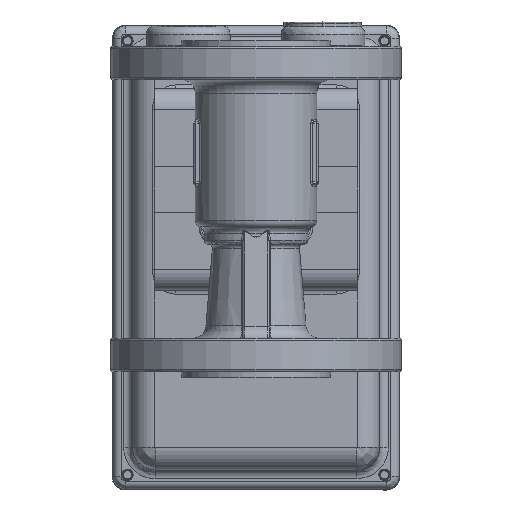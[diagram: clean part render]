
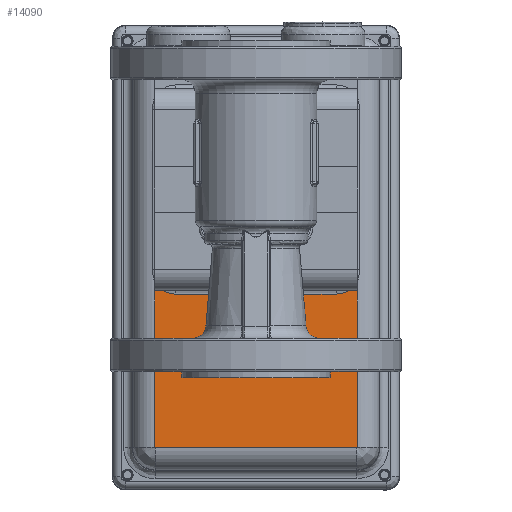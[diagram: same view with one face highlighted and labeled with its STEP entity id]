
A CAD part, front view. The second image highlights one B-rep face of the part: STEP entity #14090.
In plain terms, the highlighted planar face has unit normal (0, -1, 0).
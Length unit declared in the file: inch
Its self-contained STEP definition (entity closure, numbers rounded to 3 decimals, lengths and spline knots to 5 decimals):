
#691 = CARTESIAN_POINT ( 'NONE',  ( 1.50042, 4.92, -1.37145 ) ) ;
#1084 = DIRECTION ( 'NONE',  ( 0.015, 0., -1. ) ) ;
#1574 = CARTESIAN_POINT ( 'NONE',  ( 1.50042, 4.92, -3.82477 ) ) ;
#2117 = VERTEX_POINT ( 'NONE', #13939 ) ;
#2593 = VECTOR ( 'NONE', #29174, 39.37008 ) ;
#3021 = CARTESIAN_POINT ( 'NONE',  ( -1.49977, 4.92, -3.82612 ) ) ;
#3091 = EDGE_CURVE ( 'NONE', #19602, #37862, #7650, .T. ) ;
#3694 = CARTESIAN_POINT ( 'NONE',  ( 1.49715, 4.92, 1.80215 ) ) ;
#3822 = LINE ( 'NONE', #26839, #29610 ) ;
#3924 = PLANE ( 'NONE',  #29503 ) ;
#3995 = DIRECTION ( 'NONE',  ( 1., 0., 0. ) ) ;
#6937 = VERTEX_POINT ( 'NONE', #28652 ) ;
#7096 = CARTESIAN_POINT ( 'NONE',  ( -1.18735, 4.92, -1.55114 ) ) ;
#7650 = LINE ( 'NONE', #7096, #15536 ) ;
#9065 = ORIENTED_EDGE ( 'NONE', *, *, #30871, .F. ) ;
#9959 = CARTESIAN_POINT ( 'NONE',  ( -1.49785, 4.92, -3.82612 ) ) ;
#10628 = VERTEX_POINT ( 'NONE', #32797 ) ;
#11160 = EDGE_LOOP ( 'NONE', ( #43068, #39471, #41414, #42013, #26947, #9065, #43175, #26405 ) ) ;
#13318 =( BOUNDED_CURVE ( )  B_SPLINE_CURVE ( 3, ( #33865, #27052, #37234, #17061 ),
 .UNSPECIFIED., .F., .T. ) 
 B_SPLINE_CURVE_WITH_KNOTS ( ( 4, 4 ),
 ( 0., 1. ),
 .UNSPECIFIED. ) 
 CURVE ( )  GEOMETRIC_REPRESENTATION_ITEM ( )  RATIONAL_B_SPLINE_CURVE ( ( 1., 0.912, 0.912, 1. ) ) 
 REPRESENTATION_ITEM ( '' )  );
#13763 = VERTEX_POINT ( 'NONE', #14978 ) ;
#13939 = CARTESIAN_POINT ( 'NONE',  ( -1.50112, 4.92, -3.82285 ) ) ;
#14028 = CARTESIAN_POINT ( 'NONE',  ( 1.31883, 4.92, -1.55114 ) ) ;
#14090 = ADVANCED_FACE ( 'NONE', ( #43202 ), #3924, .F. ) ;
#14978 = CARTESIAN_POINT ( 'NONE',  ( 1.50042, 4.92, -1.37145 ) ) ;
#15426 = CARTESIAN_POINT ( 'NONE',  ( -1.50112, 4.92, 1.80215 ) ) ;
#15536 = VECTOR ( 'NONE', #3995, 39.37008 ) ;
#15647 = EDGE_CURVE ( 'NONE', #10628, #20702, #29416, .T. ) ;
#16725 = CARTESIAN_POINT ( 'NONE',  ( -1.50112, 4.92, -3.82477 ) ) ;
#17061 = CARTESIAN_POINT ( 'NONE',  ( -1.18735, 4.92, -1.55114 ) ) ;
#17452 = CARTESIAN_POINT ( 'NONE',  ( 1.18665, 4.92, -1.55114 ) ) ;
#18442 = CARTESIAN_POINT ( 'NONE',  ( 1.49715, 4.92, -3.82612 ) ) ;
#19194 = CARTESIAN_POINT ( 'NONE',  ( -1.18735, 4.92, -1.55114 ) ) ;
#19602 = VERTEX_POINT ( 'NONE', #19194 ) ;
#20551 = EDGE_CURVE ( 'NONE', #38288, #10628, #22788, .T. ) ;
#20702 = VERTEX_POINT ( 'NONE', #36089 ) ;
#20814 = CARTESIAN_POINT ( 'NONE',  ( 1.43353, 4.92, -1.48546 ) ) ;
#22788 =( BOUNDED_CURVE ( )  B_SPLINE_CURVE ( 3, ( #25253, #1574, #24841, #18442 ),
 .UNSPECIFIED., .F., .T. ) 
 B_SPLINE_CURVE_WITH_KNOTS ( ( 4, 4 ),
 ( 0., 1. ),
 .UNSPECIFIED. ) 
 CURVE ( )  GEOMETRIC_REPRESENTATION_ITEM ( )  RATIONAL_B_SPLINE_CURVE ( ( 1., 0.805, 0.805, 1. ) ) 
 REPRESENTATION_ITEM ( '' )  );
#23289 = EDGE_CURVE ( 'NONE', #20702, #2117, #43274, .T. ) ;
#24841 = CARTESIAN_POINT ( 'NONE',  ( 1.49906, 4.92, -3.82612 ) ) ;
#25253 = CARTESIAN_POINT ( 'NONE',  ( 1.50042, 4.92, -3.82285 ) ) ;
#26405 = ORIENTED_EDGE ( 'NONE', *, *, #3091, .F. ) ;
#26839 = CARTESIAN_POINT ( 'NONE',  ( 1.50042, 4.92, -0.00035 ) ) ;
#26947 = ORIENTED_EDGE ( 'NONE', *, *, #20551, .F. ) ;
#27052 = CARTESIAN_POINT ( 'NONE',  ( -1.43423, 4.92, -1.48546 ) ) ;
#27988 = DIRECTION ( 'NONE',  ( 0., 1., 0. ) ) ;
#28652 = CARTESIAN_POINT ( 'NONE',  ( -1.50112, 4.92, -1.37145 ) ) ;
#29174 = DIRECTION ( 'NONE',  ( -1., 0., 0. ) ) ;
#29416 = LINE ( 'NONE', #36334, #2593 ) ;
#29503 = AXIS2_PLACEMENT_3D ( 'NONE', #3694, #27988, #1084 ) ;
#29610 = VECTOR ( 'NONE', #30224, 39.37008 ) ;
#30113 = VECTOR ( 'NONE', #35591, 39.37008 ) ;
#30166 = CARTESIAN_POINT ( 'NONE',  ( 1.18665, 4.92, -1.55114 ) ) ;
#30224 = DIRECTION ( 'NONE',  ( 0., 0., -1. ) ) ;
#30871 = EDGE_CURVE ( 'NONE', #13763, #38288, #3822, .T. ) ;
#31409 = EDGE_CURVE ( 'NONE', #2117, #6937, #38096, .T. ) ;
#31583 = EDGE_CURVE ( 'NONE', #37862, #13763, #34718, .T. ) ;
#32797 = CARTESIAN_POINT ( 'NONE',  ( 1.49715, 4.92, -3.82612 ) ) ;
#33865 = CARTESIAN_POINT ( 'NONE',  ( -1.50112, 4.92, -1.37145 ) ) ;
#34184 = EDGE_CURVE ( 'NONE', #6937, #19602, #13318, .T. ) ;
#34718 =( BOUNDED_CURVE ( )  B_SPLINE_CURVE ( 3, ( #17452, #14028, #20814, #691 ),
 .UNSPECIFIED., .F., .F. ) 
 B_SPLINE_CURVE_WITH_KNOTS ( ( 4, 4 ),
 ( 0., 1. ),
 .UNSPECIFIED. ) 
 CURVE ( )  GEOMETRIC_REPRESENTATION_ITEM ( )  RATIONAL_B_SPLINE_CURVE ( ( 1., 0.912, 0.912, 1. ) ) 
 REPRESENTATION_ITEM ( '' )  );
#35591 = DIRECTION ( 'NONE',  ( 0., 0., 1. ) ) ;
#36089 = CARTESIAN_POINT ( 'NONE',  ( -1.49785, 4.92, -3.82612 ) ) ;
#36334 = CARTESIAN_POINT ( 'NONE',  ( -0.00035, 4.92, -3.82612 ) ) ;
#37234 = CARTESIAN_POINT ( 'NONE',  ( -1.31953, 4.92, -1.55114 ) ) ;
#37862 = VERTEX_POINT ( 'NONE', #30166 ) ;
#38096 = LINE ( 'NONE', #15426, #30113 ) ;
#38288 = VERTEX_POINT ( 'NONE', #38570 ) ;
#38570 = CARTESIAN_POINT ( 'NONE',  ( 1.50042, 4.92, -3.82285 ) ) ;
#39471 = ORIENTED_EDGE ( 'NONE', *, *, #31409, .F. ) ;
#40296 = CARTESIAN_POINT ( 'NONE',  ( -1.50112, 4.92, -3.82285 ) ) ;
#41414 = ORIENTED_EDGE ( 'NONE', *, *, #23289, .F. ) ;
#42013 = ORIENTED_EDGE ( 'NONE', *, *, #15647, .F. ) ;
#43068 = ORIENTED_EDGE ( 'NONE', *, *, #34184, .F. ) ;
#43175 = ORIENTED_EDGE ( 'NONE', *, *, #31583, .F. ) ;
#43202 = FACE_OUTER_BOUND ( 'NONE', #11160, .T. ) ;
#43274 =( BOUNDED_CURVE ( )  B_SPLINE_CURVE ( 3, ( #9959, #3021, #16725, #40296 ),
 .UNSPECIFIED., .F., .T. ) 
 B_SPLINE_CURVE_WITH_KNOTS ( ( 4, 4 ),
 ( 0., 1. ),
 .UNSPECIFIED. ) 
 CURVE ( )  GEOMETRIC_REPRESENTATION_ITEM ( )  RATIONAL_B_SPLINE_CURVE ( ( 1., 0.805, 0.805, 1. ) ) 
 REPRESENTATION_ITEM ( '' )  );
